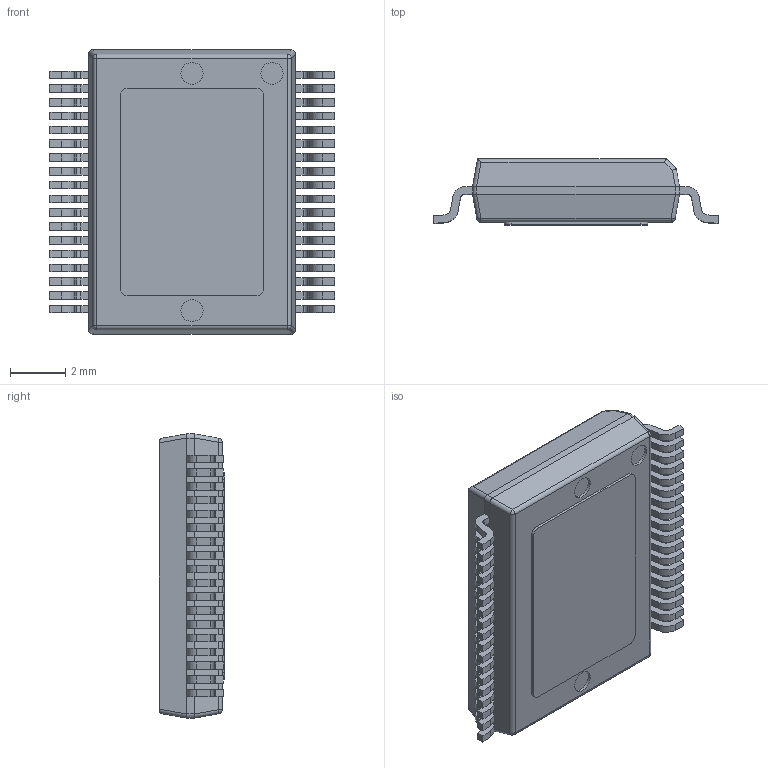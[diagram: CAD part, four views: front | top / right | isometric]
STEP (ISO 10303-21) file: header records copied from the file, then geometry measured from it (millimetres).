
FILE_DESCRIPTION (( 'STEP AP214' ), '1' );
FILE_NAME ('PowerSSO-36.STEP', '2015-12-16T16:15:51', ( 'POE' ), ( '' ), 'SwSTEP 2.0', 'SolidWorks 2015', '' );
FILE_SCHEMA (( 'AUTOMOTIVE_DESIGN' ));
Length unit declared in the file: millimetre
Products named in the file (1): PowerSSO-36
Bounding box: 10.34 x 2.38 x 10.3 mm (x, y, z)
Volume: 178.2 mm3; surface area: 310.2 mm2
Topology: 37 solids, 37 shells, 570 faces, 1459 edges, 966 vertices
Faces by surface type: plane 386, cylinder 180, sphere 4
Entity records: 18259 total; most frequent: CARTESIAN_POINT 3100, ORIENTED_EDGE 2910, DIRECTION 2893, EDGE_CURVE 1455, VECTOR 1087, LINE 1087, VERTEX_POINT 966, AXIS2_PLACEMENT_3D 903
